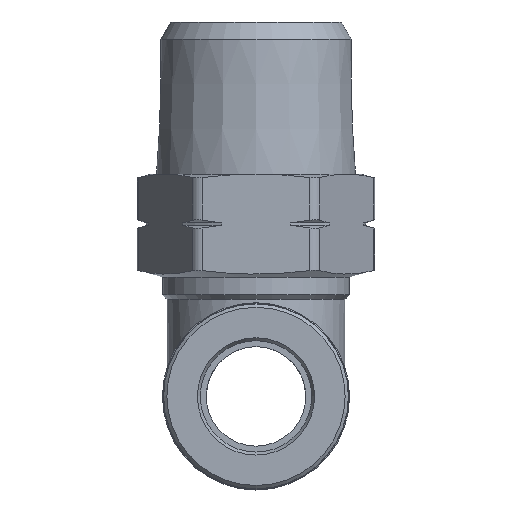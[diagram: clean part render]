
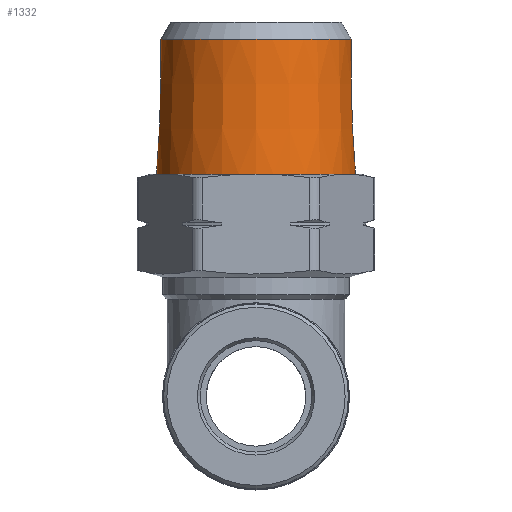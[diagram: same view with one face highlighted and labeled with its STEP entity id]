
A CAD part, left-side view. The second image highlights one B-rep face of the part: STEP entity #1332.
In plain terms, the highlighted conical face has half-angle 1.788 degrees and reference radius 8.502 mm.
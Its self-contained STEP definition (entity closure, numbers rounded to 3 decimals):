
#55=CONICAL_SURFACE('',#1484,8.502,0.031);
#441=ORIENTED_EDGE('',*,*,#714,.F.);
#442=ORIENTED_EDGE('',*,*,#715,.T.);
#714=EDGE_CURVE('',#864,#864,#914,.T.);
#715=EDGE_CURVE('',#865,#865,#915,.T.);
#864=VERTEX_POINT('',#2449);
#865=VERTEX_POINT('',#2452);
#914=CIRCLE('',#1483,8.142);
#915=CIRCLE('',#1485,8.502);
#1041=EDGE_LOOP('',(#441));
#1042=EDGE_LOOP('',(#442));
#1189=FACE_BOUND('',#1041,.T.);
#1190=FACE_BOUND('',#1042,.T.);
#1332=ADVANCED_FACE('',(#1189,#1190),#55,.T.);
#1483=AXIS2_PLACEMENT_3D('',#2448,#1789,#1790);
#1484=AXIS2_PLACEMENT_3D('',#2450,#1791,#1792);
#1485=AXIS2_PLACEMENT_3D('',#2451,#1793,#1794);
#1789=DIRECTION('',(0.,0.,1.));
#1790=DIRECTION('',(1.,0.,0.));
#1791=DIRECTION('',(0.,0.,-1.));
#1792=DIRECTION('',(-1.,0.,0.));
#1793=DIRECTION('',(0.,0.,1.));
#1794=DIRECTION('',(1.,0.,0.));
#2448=CARTESIAN_POINT('',(0.,0.,11.535));
#2449=CARTESIAN_POINT('',(8.142,0.,11.535));
#2450=CARTESIAN_POINT('',(0.,0.,0.));
#2451=CARTESIAN_POINT('',(0.,0.,0.));
#2452=CARTESIAN_POINT('',(8.502,0.,0.));
